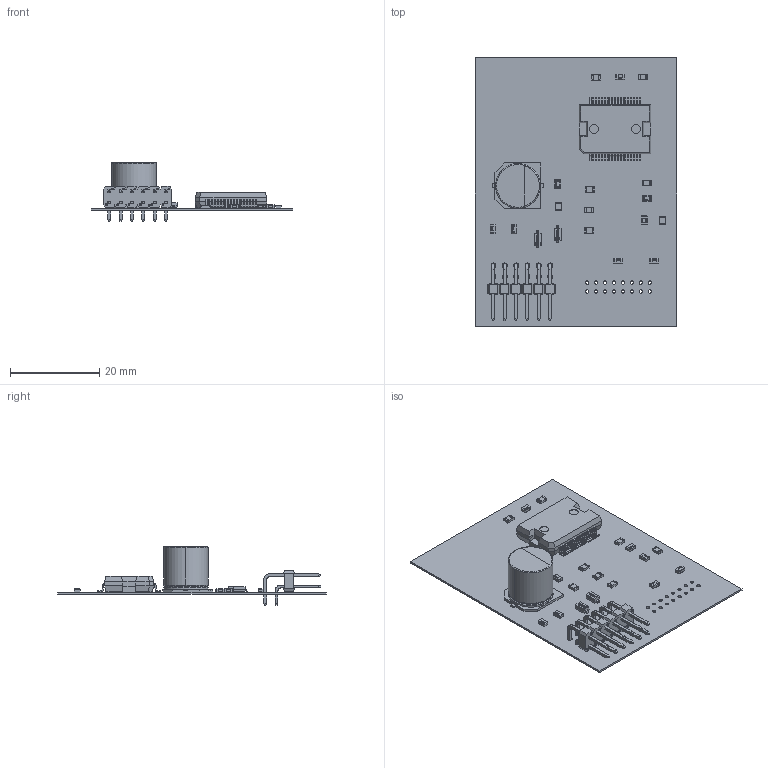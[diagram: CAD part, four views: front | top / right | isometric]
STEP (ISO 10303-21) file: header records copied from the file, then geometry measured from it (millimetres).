
FILE_DESCRIPTION(('Open CASCADE Model'),'2;1');
FILE_NAME('Open CASCADE Shape Model','2025-06-19T14:41:47',('Author'),( 'Open CASCADE'),'Open CASCADE STEP processor 7.5','Open CASCADE 7.5' ,'Unknown');
FILE_SCHEMA(('AUTOMOTIVE_DESIGN { 1 0 10303 214 1 1 1 1 }'));
Length unit declared in the file: millimetre
Products named in the file (68): PCB; Board; Open CASCADE STEP translator 7.5 1.1.1; U2; User Library-PowerSO36; User Library-PowerSO36_User Library-PowerSO20_NAUO1#User 
Library-PowerSO20_Fusion_(Solid);Imported13; User Library-PowerSO36_User Library-PowerSO20_NAUO2#User 
Library-PowerSO20_Fusion001_(Solid);Imported1; User Library-PowerSO36_Part_7384; User Library-PowerSO36_User Library-PowerSO20_NAUO1#User 
Library-PowerSO20_Fusion_(Solid);Imported9; User Library-PowerSO36_User Library-PowerSO20_NAUO1#User 
Library-PowerSO20_Fusion_(Solid);Imported9_2; User Library-PowerSO36_User Library-PowerSO20_NAUO1#User 
Library-PowerSO20_Fusion_(Solid);Imported9_3; User Library-PowerSO36_User Library-PowerSO20_NAUO1#User 
Library-PowerSO20_Fusion_(Solid);Imported9_4; User Library-PowerSO36_User Library-PowerSO20_NAUO1#User 
Library-PowerSO20_Fusion_(Solid);Imported9_5; User Library-PowerSO36_User Library-PowerSO20_NAUO1#User 
Library-PowerSO20_Fusion_(Solid);Imported9_6; User Library-PowerSO36_User Library-PowerSO20_NAUO1#User 
Library-PowerSO20_Fusion_(Solid);Imported9_7; User Library-PowerSO36_User Library-PowerSO20_NAUO1#User 
Library-PowerSO20_Fusion_(Solid);Imported9_8; User Library-PowerSO36_User Library-PowerSO20_NAUO1#User 
Library-PowerSO20_Fusion_(Solid);Imported9_9; User Library-PowerSO36_User Library-PowerSO20_NAUO1#User 
Library-PowerSO20_Fusion_(Solid);Imported9_10; User Library-PowerSO36_User Library-PowerSO20_NAUO1#User 
Library-PowerSO20_Fusion_(Solid);Imported9_11; User Library-PowerSO36_User Library-PowerSO20_NAUO1#User 
Library-PowerSO20_Fusion_(Solid);Imported9_12; User Library-PowerSO36_User Library-PowerSO20_NAUO1#User 
Library-PowerSO20_Fusion_(Solid);Imported9_13; User Library-PowerSO36_User Library-PowerSO20_NAUO1#User 
Library-PowerSO20_Fusion_(Solid);Imported9_14; User Library-PowerSO36_User Library-PowerSO20_NAUO1#User 
Library-PowerSO20_Fusion_(Solid);Imported9_15; User Library-PowerSO36_User Library-PowerSO20_NAUO1#User 
Library-PowerSO20_Fusion_(Solid);Imported9_16; User Library-PowerSO36_User Library-PowerSO20_NAUO1#User 
Library-PowerSO20_Fusion_(Solid);Imported9_17; User Library-PowerSO36_Part_30349; User Library-PowerSO36_Part_30350; User Library-PowerSO36_Part_30351; User Library-PowerSO36_Part_30352; User Library-PowerSO36_Part_30353; User Library-PowerSO36_Part_30354; User Library-PowerSO36_Part_30355; User Library-PowerSO36_Part_30356; User Library-PowerSO36_Part_30357; User Library-PowerSO36_Part_30358; User Library-PowerSO36_Part_30359; User Library-PowerSO36_Part_30360; User Library-PowerSO36_Part_30361; User Library-PowerSO36_Part_30362; User Library-PowerSO36_Part_30363 ...
Assembly tree (82 placements, depth 4):
  PCB
    Board
      Open CASCADE STEP translator 7.5 1.1.1
    U2
      User Library-PowerSO36
        User Library-PowerSO36_User Library-PowerSO20_NAUO1#User 
Library-PowerSO20_Fusion_(Solid);Imported13
        User Library-PowerSO36_User Library-PowerSO20_NAUO2#User 
Library-PowerSO20_Fusion001_(Solid);Imported1
        User Library-PowerSO36_Part_7384
        User Library-PowerSO36_User Library-PowerSO20_NAUO1#User 
Library-PowerSO20_Fusion_(Solid);Imported9
        User Library-PowerSO36_User Library-PowerSO20_NAUO1#User 
Library-PowerSO20_Fusion_(Solid);Imported9_2
        User Library-PowerSO36_User Library-PowerSO20_NAUO1#User 
Library-PowerSO20_Fusion_(Solid);Imported9_3
        User Library-PowerSO36_User Library-PowerSO20_NAUO1#User 
Library-PowerSO20_Fusion_(Solid);Imported9_4
        User Library-PowerSO36_User Library-PowerSO20_NAUO1#User 
Library-PowerSO20_Fusion_(Solid);Imported9_5
        User Library-PowerSO36_User Library-PowerSO20_NAUO1#User 
Library-PowerSO20_Fusion_(Solid);Imported9_6
        User Library-PowerSO36_User Library-PowerSO20_NAUO1#User 
Library-PowerSO20_Fusion_(Solid);Imported9_7
        User Library-PowerSO36_User Library-PowerSO20_NAUO1#User 
Library-PowerSO20_Fusion_(Solid);Imported9_8
        User Library-PowerSO36_User Library-PowerSO20_NAUO1#User 
Library-PowerSO20_Fusion_(Solid);Imported9_9
        User Library-PowerSO36_User Library-PowerSO20_NAUO1#User 
Library-PowerSO20_Fusion_(Solid);Imported9_10
        User Library-PowerSO36_User Library-PowerSO20_NAUO1#User 
Library-PowerSO20_Fusion_(Solid);Imported9_11
        User Library-PowerSO36_User Library-PowerSO20_NAUO1#User 
Library-PowerSO20_Fusion_(Solid);Imported9_12
        User Library-PowerSO36_User Library-PowerSO20_NAUO1#User 
Library-PowerSO20_Fusion_(Solid);Imported9_13
        User Library-PowerSO36_User Library-PowerSO20_NAUO1#User 
Library-PowerSO20_Fusion_(Solid);Imported9_14
        User Library-PowerSO36_User Library-PowerSO20_NAUO1#User 
Library-PowerSO20_Fusion_(Solid);Imported9_15
        User Library-PowerSO36_User Library-PowerSO20_NAUO1#User 
Library-PowerSO20_Fusion_(Solid);Imported9_16
        User Library-PowerSO36_User Library-PowerSO20_NAUO1#User 
Library-PowerSO20_Fusion_(Solid);Imported9_17
        User Library-PowerSO36_Part_30349
        User Library-PowerSO36_Part_30350
        User Library-PowerSO36_Part_30351
        User Library-PowerSO36_Part_30352
        User Library-PowerSO36_Part_30353
        User Library-PowerSO36_Part_30354
        User Library-PowerSO36_Part_30355
        User Library-PowerSO36_Part_30356
        User Library-PowerSO36_Part_30357
        User Library-PowerSO36_Part_30358
        User Library-PowerSO36_Part_30359
        User Library-PowerSO36_Part_30360
        User Library-PowerSO36_Part_30361
        User Library-PowerSO36_Part_30362
        User Library-PowerSO36_Part_30363
        User Library-PowerSO36_Part_30364
        User Library-PowerSO36_Part_30365
        User Library-PowerSO36_Part_30366
    C2
      C0805
    C1
      C0805
    R15
      User Library-CR2012-0805
    R14
      User Library-CR2012-0805
    R13
      User Library-CR2012-0805
    R12
      User Library-CR2012-0805
    R11
      User Library-CR2012-0805
    R7
      User Library-CR2012-0805
    R6
Bounding box: 45.09 x 60.07 x 13.14 mm (x, y, z)
Volume: 2525.9 mm3; surface area: 7945.2 mm2
Topology: 82 solids, 119 shells, 2540 faces, 6633 edges, 4340 vertices
Faces by surface type: plane 1901, cylinder 289, bspline 286, sphere 64
Full cylindrical faces by diameter (mm): 0.75 x16, 1.1 x12
Entity records: 61902 total; most frequent: CARTESIAN_POINT 12050, ORIENTED_EDGE 8326, DIRECTION 7527, EDGE_CURVE 4187, LINE 3739, VECTOR 3739, VERTEX_POINT 2793, AXIS2_PLACEMENT_3D 1894
